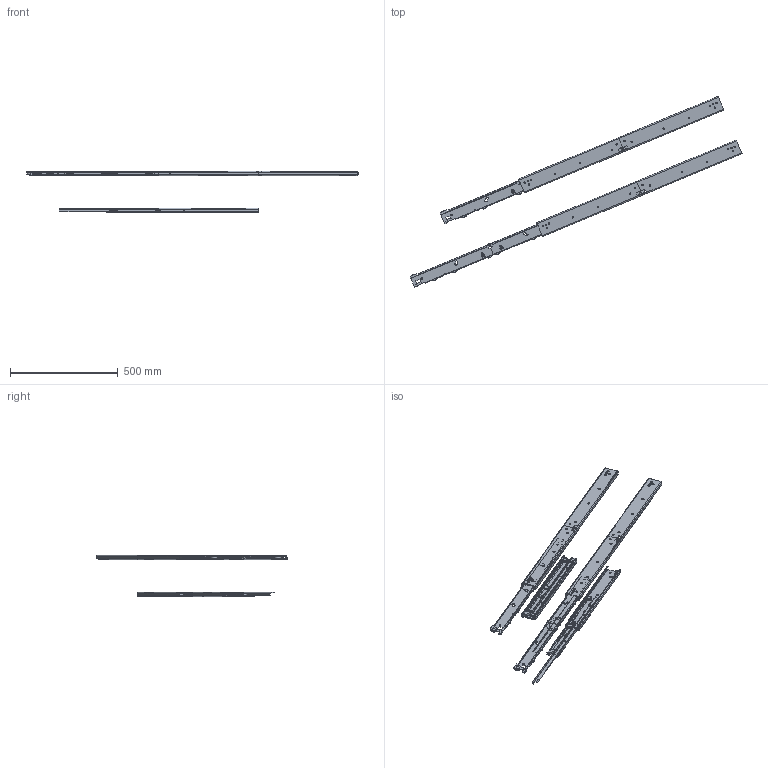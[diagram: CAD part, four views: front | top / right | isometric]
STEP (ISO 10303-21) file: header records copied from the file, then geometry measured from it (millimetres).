
FILE_DESCRIPTION (( 'STEP AP214' ), '1' );
FILE_NAME ('04372-Drawer Slides Pair Full Extension SS 500mm 120kg.STEP', '2019-03-07T00:22:48', ( '' ), ( '' ), 'SwSTEP 2.0', 'SolidWorks 2018', '' );
FILE_SCHEMA (( 'AUTOMOTIVE_DESIGN' ));
Length unit declared in the file: millimetre
Products named in the file (7): 04372-Drawer Slides Pair Full Extension SS 500mm 120kg; Other side Outside; Middle; Inside; Other Side Inside; Other Side Middle; Outside
Assembly tree (12 placements, depth 2):
  04372-Drawer Slides Pair Full Extension SS 500mm 120kg
    Inside  x2
    Middle  x2
    Other Side Inside  x2
    Other Side Middle  x2
    Other side Outside  x2
    Outside  x2
Bounding box: 1537.89 x 885.62 x 192.29 mm (x, y, z)
Volume: 1706500.1 mm3; surface area: 1406108.9 mm2
Topology: 60 solids, 60 shells, 2870 faces, 7422 edges, 4560 vertices
Faces by surface type: plane 1358, cylinder 954, bspline 186, torus 168, sphere 120, cone 84
Entity records: 52905 total; most frequent: CARTESIAN_POINT 14444, ORIENTED_EDGE 7326, DIRECTION 7304, EDGE_CURVE 3663, AXIS2_PLACEMENT_3D 2578, VERTEX_POINT 2280, LINE 2148, VECTOR 2148
